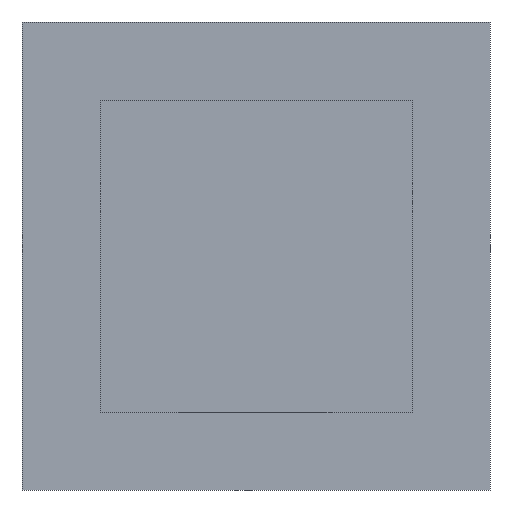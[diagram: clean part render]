
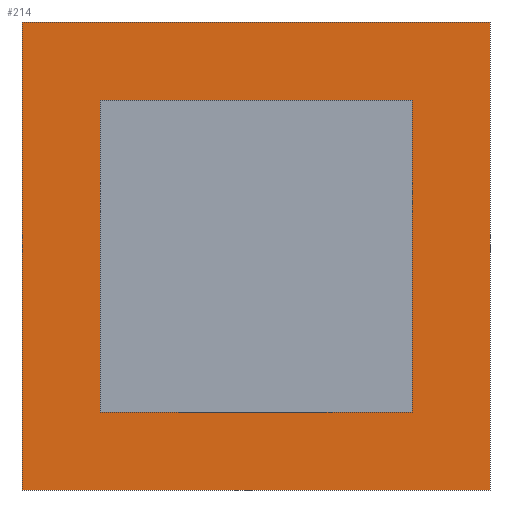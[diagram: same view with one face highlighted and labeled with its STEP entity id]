
A CAD part, front view. The second image highlights one B-rep face of the part: STEP entity #214.
In plain terms, the highlighted planar face has unit normal (0, -1, 0).
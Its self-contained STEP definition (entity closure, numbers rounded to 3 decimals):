
#15=FACE_BOUND('',#43,.T.);
#18=PLANE('',#249);
#30=FACE_OUTER_BOUND('',#42,.T.);
#42=EDGE_LOOP('',(#161,#162,#163,#164));
#43=EDGE_LOOP('',(#165,#166,#167,#168));
#57=LINE('',#329,#82);
#58=LINE('',#331,#83);
#59=LINE('',#333,#84);
#60=LINE('',#334,#85);
#61=LINE('',#337,#86);
#62=LINE('',#339,#87);
#63=LINE('',#341,#88);
#64=LINE('',#342,#89);
#82=VECTOR('',#273,10.);
#83=VECTOR('',#274,10.);
#84=VECTOR('',#275,10.);
#85=VECTOR('',#276,10.);
#86=VECTOR('',#277,10.);
#87=VECTOR('',#278,10.);
#88=VECTOR('',#279,10.);
#89=VECTOR('',#280,10.);
#112=VERTEX_POINT('',#327);
#113=VERTEX_POINT('',#328);
#114=VERTEX_POINT('',#330);
#115=VERTEX_POINT('',#332);
#116=VERTEX_POINT('',#335);
#117=VERTEX_POINT('',#336);
#118=VERTEX_POINT('',#338);
#119=VERTEX_POINT('',#340);
#132=EDGE_CURVE('',#112,#113,#57,.T.);
#133=EDGE_CURVE('',#114,#112,#58,.T.);
#134=EDGE_CURVE('',#115,#114,#59,.T.);
#135=EDGE_CURVE('',#113,#115,#60,.T.);
#136=EDGE_CURVE('',#116,#117,#61,.T.);
#137=EDGE_CURVE('',#117,#118,#62,.T.);
#138=EDGE_CURVE('',#118,#119,#63,.T.);
#139=EDGE_CURVE('',#119,#116,#64,.T.);
#161=ORIENTED_EDGE('',*,*,#132,.F.);
#162=ORIENTED_EDGE('',*,*,#133,.F.);
#163=ORIENTED_EDGE('',*,*,#134,.F.);
#164=ORIENTED_EDGE('',*,*,#135,.F.);
#165=ORIENTED_EDGE('',*,*,#136,.T.);
#166=ORIENTED_EDGE('',*,*,#137,.T.);
#167=ORIENTED_EDGE('',*,*,#138,.T.);
#168=ORIENTED_EDGE('',*,*,#139,.T.);
#214=ADVANCED_FACE('',(#30,#15),#18,.F.);
#249=AXIS2_PLACEMENT_3D('',#326,#271,#272);
#271=DIRECTION('center_axis',(0.,1.,0.));
#272=DIRECTION('ref_axis',(0.,0.,1.));
#273=DIRECTION('',(-1.,0.,0.));
#274=DIRECTION('',(0.,0.,-1.));
#275=DIRECTION('',(1.,0.,0.));
#276=DIRECTION('',(0.,0.,1.));
#277=DIRECTION('',(1.,0.,0.));
#278=DIRECTION('',(0.,0.,-1.));
#279=DIRECTION('',(-1.,0.,0.));
#280=DIRECTION('',(0.,0.,1.));
#326=CARTESIAN_POINT('Origin',(5.,15.,-5.));
#327=CARTESIAN_POINT('',(12.5,15.,-12.5));
#328=CARTESIAN_POINT('',(-2.5,15.,-12.5));
#329=CARTESIAN_POINT('',(12.5,15.,-12.5));
#330=CARTESIAN_POINT('',(12.5,15.,2.5));
#331=CARTESIAN_POINT('',(12.5,15.,2.5));
#332=CARTESIAN_POINT('',(-2.5,15.,2.5));
#333=CARTESIAN_POINT('',(-2.5,15.,2.5));
#334=CARTESIAN_POINT('',(-2.5,15.,-12.5));
#335=CARTESIAN_POINT('',(0.,15.,0.));
#336=CARTESIAN_POINT('',(10.,15.,0.));
#337=CARTESIAN_POINT('',(0.,15.,0.));
#338=CARTESIAN_POINT('',(10.,15.,-10.));
#339=CARTESIAN_POINT('',(10.,15.,0.));
#340=CARTESIAN_POINT('',(0.,15.,-10.));
#341=CARTESIAN_POINT('',(10.,15.,-10.));
#342=CARTESIAN_POINT('',(0.,15.,-10.));
